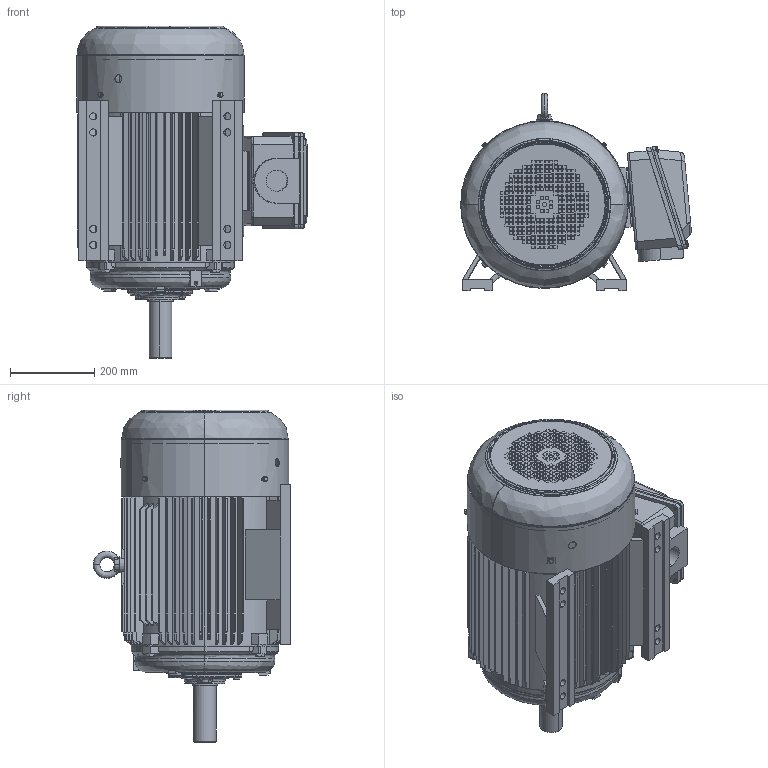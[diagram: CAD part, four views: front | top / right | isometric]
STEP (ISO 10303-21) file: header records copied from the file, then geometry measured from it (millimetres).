
FILE_DESCRIPTION (( 'STEP AP214' ), '1' );
FILE_NAME ('PEWWE-326T-4,6,8.STEP', '2018-07-17T22:36:44', ( '' ), ( '' ), 'SwSTEP 2.0', 'SolidWorks 2017', '' );
FILE_SCHEMA (( 'AUTOMOTIVE_DESIGN' ));
Length unit declared in the file: millimetre
Products named in the file (1): PEWWE-326T-4,6,8
Bounding box: 546.36 x 467.4 x 786.15 mm (x, y, z)
Volume: 18410132.6 mm3; surface area: 3636203.3 mm2
Topology: 31 solids, 31 shells, 3013 faces, 7504 edges, 4925 vertices
Faces by surface type: plane 2012, cylinder 568, cone 280, bspline 153
Entity records: 133218 total; most frequent: CARTESIAN_POINT 28557, ORIENTED_EDGE 14984, DIRECTION 13836, EDGE_CURVE 7492, VECTOR 5102, LINE 5102, VERTEX_POINT 4925, AXIS2_PLACEMENT_3D 4367
